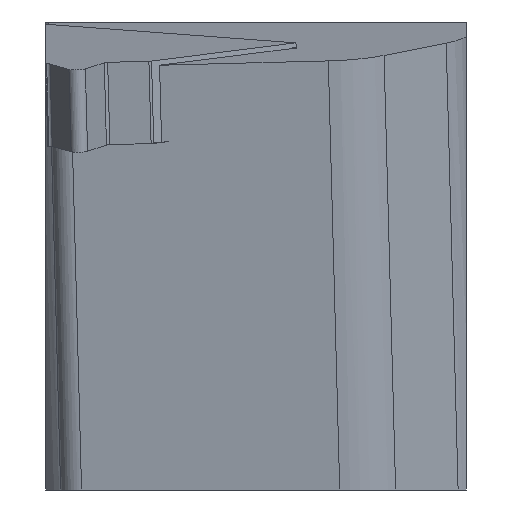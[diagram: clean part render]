
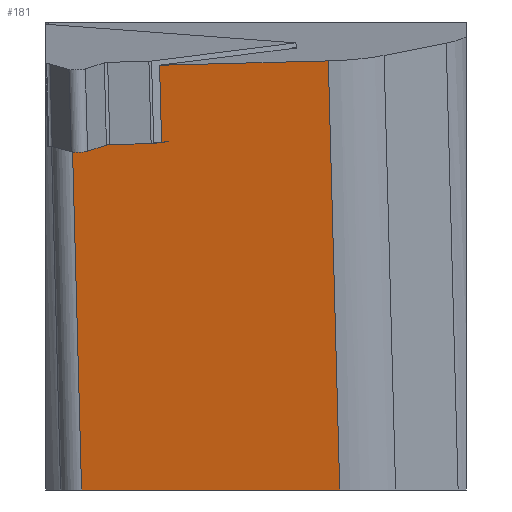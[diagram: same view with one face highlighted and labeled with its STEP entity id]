
A CAD part, left-side view. The second image highlights one B-rep face of the part: STEP entity #181.
In plain terms, the highlighted planar face has unit normal (-0.985, 0, -0.174).
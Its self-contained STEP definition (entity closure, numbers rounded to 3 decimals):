
#181=ADVANCED_FACE('',(#238),#211,.F.);
#211=PLANE('',#783);
#238=FACE_OUTER_BOUND('',#273,.T.);
#273=EDGE_LOOP('',(#364,#365,#366,#367,#368,#369));
#364=ORIENTED_EDGE('',*,*,#581,.T.);
#365=ORIENTED_EDGE('',*,*,#579,.F.);
#366=ORIENTED_EDGE('',*,*,#582,.T.);
#367=ORIENTED_EDGE('',*,*,#583,.T.);
#368=ORIENTED_EDGE('',*,*,#545,.F.);
#369=ORIENTED_EDGE('',*,*,#584,.T.);
#487=VERTEX_POINT('',#1003);
#488=VERTEX_POINT('',#1005);
#514=VERTEX_POINT('',#1073);
#515=VERTEX_POINT('',#1075);
#516=VERTEX_POINT('',#1079);
#517=VERTEX_POINT('',#1081);
#545=EDGE_CURVE('',#487,#488,#632,.T.);
#579=EDGE_CURVE('',#514,#515,#656,.T.);
#581=EDGE_CURVE('',#516,#515,#657,.T.);
#582=EDGE_CURVE('',#514,#517,#658,.T.);
#583=EDGE_CURVE('',#517,#488,#659,.T.);
#584=EDGE_CURVE('',#487,#516,#660,.T.);
#632=LINE('',#1004,#697);
#656=LINE('',#1074,#721);
#657=LINE('',#1078,#722);
#658=LINE('',#1080,#723);
#659=LINE('',#1082,#724);
#660=LINE('',#1083,#725);
#697=VECTOR('',#822,1.);
#721=VECTOR('',#884,1.);
#722=VECTOR('',#889,1.);
#723=VECTOR('',#890,1.);
#724=VECTOR('',#891,1.);
#725=VECTOR('',#892,1.);
#783=AXIS2_PLACEMENT_3D('',#1084,#893,#894);
#822=DIRECTION('',(-0.005,-1.,0.026));
#884=DIRECTION('',(-0.174,0.026,0.984));
#889=DIRECTION('',(0.005,1.,-0.026));
#890=DIRECTION('',(0.,-1.,0.));
#891=DIRECTION('',(-0.174,0.026,0.984));
#892=DIRECTION('',(0.174,-0.026,-0.984));
#893=DIRECTION('',(0.985,0.,0.174));
#894=DIRECTION('',(0.174,0.,-0.985));
#1003=CARTESIAN_POINT('',(1.663,-4.33,0.355));
#1004=CARTESIAN_POINT('',(1.679,-0.936,0.267));
#1005=CARTESIAN_POINT('',(1.634,-10.747,0.52));
#1073=CARTESIAN_POINT('',(4.512,-1.363,-15.8));
#1074=CARTESIAN_POINT('',(6.852,-1.716,-29.07));
#1075=CARTESIAN_POINT('',(2.196,-1.014,-2.666));
#1078=CARTESIAN_POINT('',(2.186,-3.145,-2.611));
#1079=CARTESIAN_POINT('',(2.181,-4.408,-2.579));
#1080=CARTESIAN_POINT('',(4.512,-25.,-15.8));
#1081=CARTESIAN_POINT('',(4.512,-11.181,-15.8));
#1082=CARTESIAN_POINT('',(6.807,-11.527,-28.817));
#1083=CARTESIAN_POINT('',(2.181,-4.408,-2.579));
#1084=CARTESIAN_POINT('',(6.852,-1.716,-29.07));
